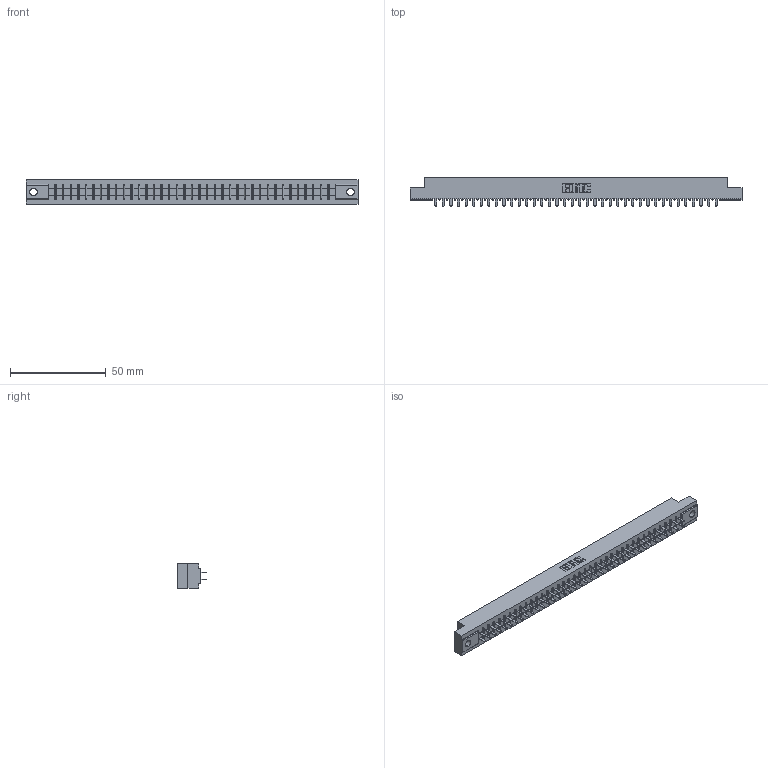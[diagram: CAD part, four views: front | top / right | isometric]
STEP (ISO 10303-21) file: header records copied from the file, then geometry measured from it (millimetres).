
FILE_DESCRIPTION (( 'STEP AP203' ), '1' );
FILE_NAME ('355-076-521-204.STEP', '2019-09-13T13:16:57', ( '' ), ( '' ), 'SwSTEP 2.0', 'SolidWorks 2016', '' );
FILE_SCHEMA (( 'CONFIG_CONTROL_DESIGN' ));
Length unit declared in the file: inch
Products named in the file (3): 355-076-521-204; 305 Part_.156 Dia; 305-290-001_521
Assembly tree (77 placements, depth 2):
  355-076-521-204
    305 Part_.156 Dia
    305-290-001_521  x76
Bounding box: 173.58 x 14.86 x 12.7 mm (x, y, z)
Volume: 17902.6 mm3; surface area: 22174.4 mm2
Topology: 77 solids, 77 shells, 3626 faces, 10346 edges, 6692 vertices
Faces by surface type: plane 2134, cylinder 1340, sphere 152
Entity records: 41929 total; most frequent: CARTESIAN_POINT 6942, ORIENTED_EDGE 6888, DIRECTION 6710, EDGE_CURVE 3444, VECTOR 2790, LINE 2790, VERTEX_POINT 2192, AXIS2_PLACEMENT_3D 1960
